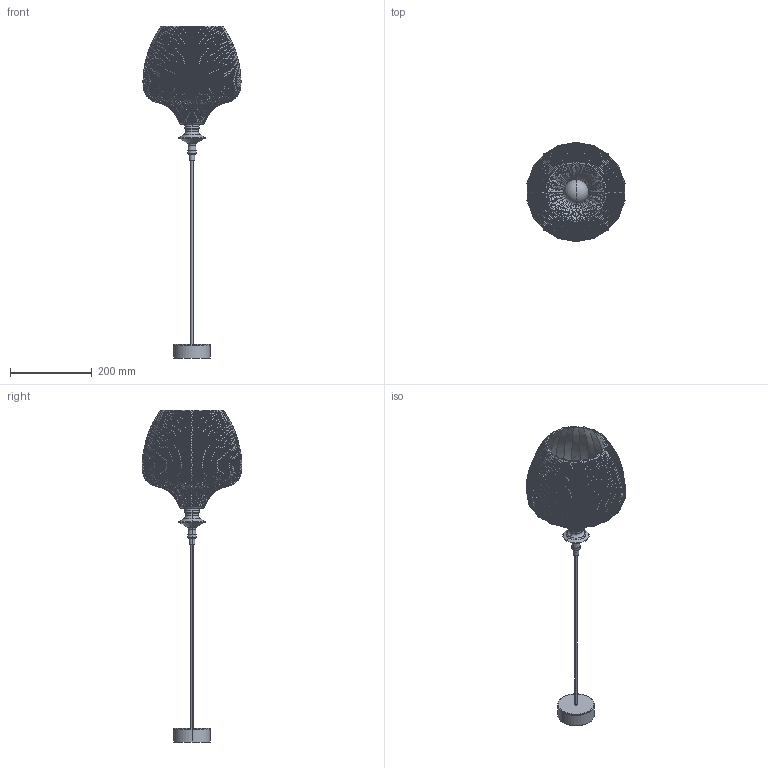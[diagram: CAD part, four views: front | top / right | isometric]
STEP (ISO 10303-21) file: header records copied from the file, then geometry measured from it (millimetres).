
FILE_DESCRIPTION((''),'2;1');
FILE_NAME('LY-BL-00Y_ASM','2022-02-24T',('Administrator'),(''),'PRO/ENGINEER BY PARAMETRIC TECHNOLOGY CORPORATION, 2008380','PRO/ENGINEER BY PARAMETRIC TECHNOLOGY CORPORATION, 2008380','');
FILE_SCHEMA(('CONFIG_CONTROL_DESIGN'));
Length unit declared in the file: millimetre
Products named in the file (7): LY-BL-04Y; LY-BL-05Y; LY-BL-06Y; LY-BL-07Y; LY-BL-09Y; LY-BL-08Y_; LY-BL-00Y_ASM
Assembly tree (23 placements, depth 2):
  LY-BL-00Y_ASM
    LY-BL-04Y  x18
    LY-BL-05Y
    LY-BL-06Y
    LY-BL-07Y
    LY-BL-09Y
    LY-BL-08Y_
Bounding box: 239.35 x 242.93 x 810.5 mm (x, y, z)
Volume: 7868103.5 mm3; surface area: 6386681.9 mm2
Topology: 24 solids, 60 shells, 13095 faces, 29934 edges, 16949 vertices
Faces by surface type: bspline 12424, torus 474, plane 93, cylinder 82, cone 20, sphere 2
Entity records: 64746 total; most frequent: CARTESIAN_POINT 50284, ORIENTED_EDGE 3822, EDGE_CURVE 1916, B_SPLINE_CURVE_WITH_KNOTS 1304, DIRECTION 1230, VERTEX_POINT 1088, EDGE_LOOP 878, FACE_OUTER_BOUND 855
